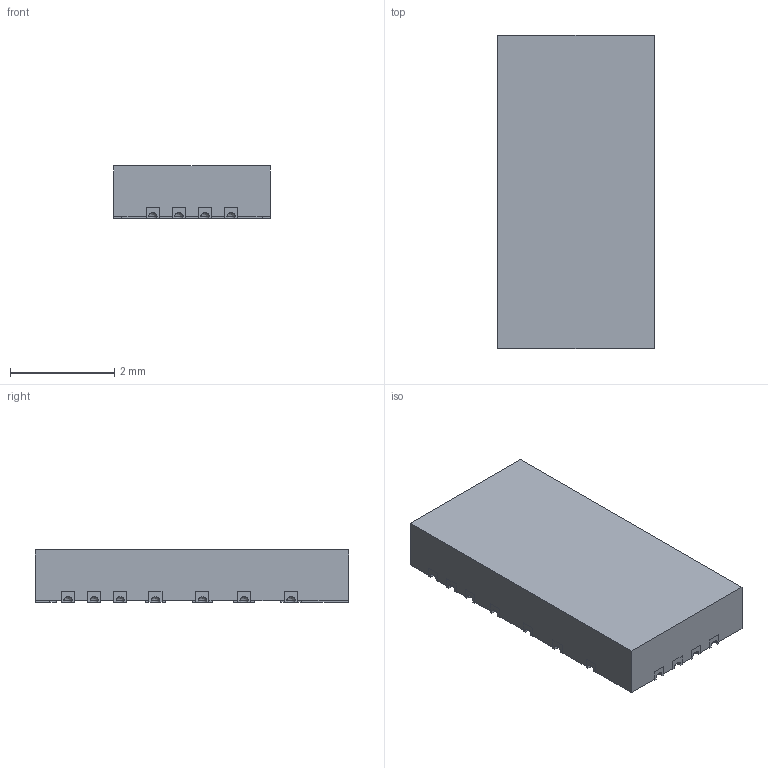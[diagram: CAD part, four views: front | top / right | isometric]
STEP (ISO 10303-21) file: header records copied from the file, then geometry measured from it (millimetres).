
FILE_DESCRIPTION (( 'STEP AP214' ), '1' );
FILE_NAME ('DRV8244HQRYJRQ1.STEP', '2023-10-25T06:49:36', ( 'USER' ), ( '' ), 'SwSTEP 2.0', 'SolidWorks 2016', '' );
FILE_SCHEMA (( 'AUTOMOTIVE_DESIGN' ));
Length unit declared in the file: millimetre
Products named in the file (3): MOLD; FRAME; DRV8244HQRYJRQ1
Assembly tree (2 placements, depth 2):
  DRV8244HQRYJRQ1
    FRAME
    MOLD
Bounding box: 3 x 6 x 1 mm (x, y, z)
Volume: 17.7 mm3; surface area: 82 mm2
Topology: 17 solids, 17 shells, 434 faces, 1156 edges, 756 vertices
Faces by surface type: plane 312, cylinder 100, bspline 22
Entity records: 18939 total; most frequent: CARTESIAN_POINT 3066, ORIENTED_EDGE 2312, DIRECTION 2168, EDGE_CURVE 1156, LINE 934, VECTOR 934, VERTEX_POINT 756, AXIS2_PLACEMENT_3D 617
